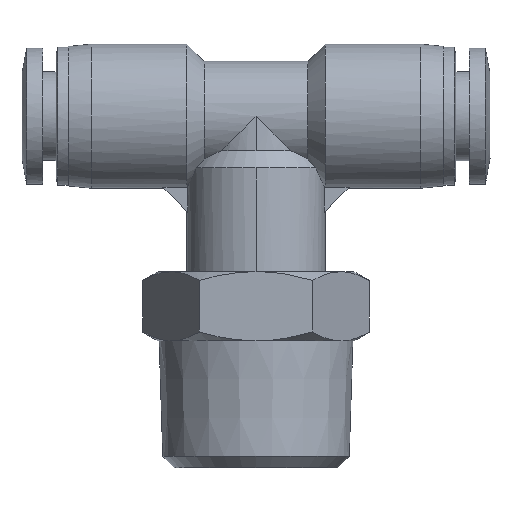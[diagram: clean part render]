
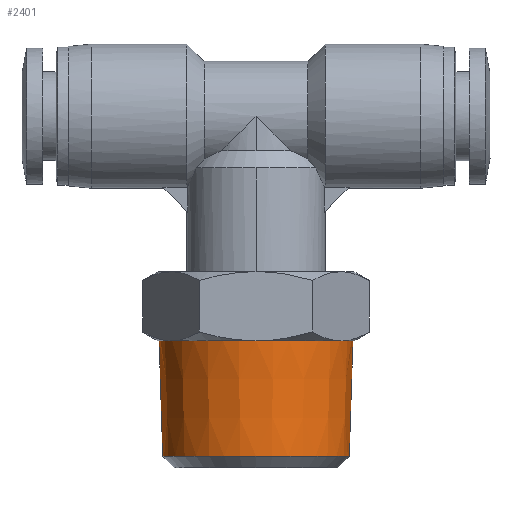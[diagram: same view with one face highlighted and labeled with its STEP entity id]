
A CAD part, top view. The second image highlights one B-rep face of the part: STEP entity #2401.
In plain terms, the highlighted conical face has half-angle 1.79 degrees and reference radius 8.4 mm.
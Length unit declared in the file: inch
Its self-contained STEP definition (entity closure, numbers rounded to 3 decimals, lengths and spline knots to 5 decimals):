
#95 = CARTESIAN_POINT ( 'NONE',  ( 0., -0.23622, 0. ) ) ;
#194 = VERTEX_POINT ( 'NONE', #5354 ) ;
#354 = CARTESIAN_POINT ( 'NONE',  ( 0.33071, -0.23622, 0. ) ) ;
#378 = CIRCLE ( 'NONE', #3215, 0.33071 ) ;
#412 = ORIENTED_EDGE ( 'NONE', *, *, #1046, .T. ) ;
#433 = DIRECTION ( 'NONE',  ( -0.031, 1., 0. ) ) ;
#779 = CARTESIAN_POINT ( 'NONE',  ( 0., -0.23622, 0. ) ) ;
#984 = CARTESIAN_POINT ( 'NONE',  ( 0.3184, -0.62994, 0. ) ) ;
#1046 = EDGE_CURVE ( 'NONE', #5394, #5320, #1216, .T. ) ;
#1119 = DIRECTION ( 'NONE',  ( -1., 0., 0. ) ) ;
#1216 = CIRCLE ( 'NONE', #3013, 0.3184 ) ;
#1270 = DIRECTION ( 'NONE',  ( -1., 0., 0. ) ) ;
#1292 = EDGE_CURVE ( 'NONE', #4708, #194, #378, .T. ) ;
#1761 = CARTESIAN_POINT ( 'NONE',  ( 0., -0.62994, 0. ) ) ;
#2072 = AXIS2_PLACEMENT_3D ( 'NONE', #95, #2076, #1119 ) ;
#2076 = DIRECTION ( 'NONE',  ( 0., 1., 0. ) ) ;
#2248 = VECTOR ( 'NONE', #433, 39.37008 ) ;
#2345 = CARTESIAN_POINT ( 'NONE',  ( -0.33071, -0.23622, 0. ) ) ;
#2400 = EDGE_LOOP ( 'NONE', ( #412, #4441, #6020, #4685 ) ) ;
#2401 = ADVANCED_FACE ( 'NONE', ( #2496 ), #5852, .T. ) ;
#2496 = FACE_OUTER_BOUND ( 'NONE', #2400, .T. ) ;
#3013 = AXIS2_PLACEMENT_3D ( 'NONE', #1761, #4801, #4428 ) ;
#3215 = AXIS2_PLACEMENT_3D ( 'NONE', #779, #4157, #1270 ) ;
#3480 = CARTESIAN_POINT ( 'NONE',  ( -0.3184, -0.62994, 0. ) ) ;
#3509 = CARTESIAN_POINT ( 'NONE',  ( 0.33071, -0.23622, 0. ) ) ;
#3629 = VECTOR ( 'NONE', #3758, 39.37008 ) ;
#3758 = DIRECTION ( 'NONE',  ( 0.031, 1., 0. ) ) ;
#4157 = DIRECTION ( 'NONE',  ( 0., -1., 0. ) ) ;
#4404 = EDGE_CURVE ( 'NONE', #5320, #4708, #6294, .T. ) ;
#4428 = DIRECTION ( 'NONE',  ( -1., 0., 0. ) ) ;
#4441 = ORIENTED_EDGE ( 'NONE', *, *, #4404, .T. ) ;
#4685 = ORIENTED_EDGE ( 'NONE', *, *, #5182, .F. ) ;
#4708 = VERTEX_POINT ( 'NONE', #3509 ) ;
#4801 = DIRECTION ( 'NONE',  ( 0., 1., 0. ) ) ;
#5182 = EDGE_CURVE ( 'NONE', #5394, #194, #6206, .T. ) ;
#5320 = VERTEX_POINT ( 'NONE', #984 ) ;
#5354 = CARTESIAN_POINT ( 'NONE',  ( -0.33071, -0.23622, 0. ) ) ;
#5394 = VERTEX_POINT ( 'NONE', #3480 ) ;
#5852 = CONICAL_SURFACE ( 'NONE', #2072, 0.33071, 0.031 ) ;
#6020 = ORIENTED_EDGE ( 'NONE', *, *, #1292, .T. ) ;
#6206 = LINE ( 'NONE', #2345, #2248 ) ;
#6294 = LINE ( 'NONE', #354, #3629 ) ;
